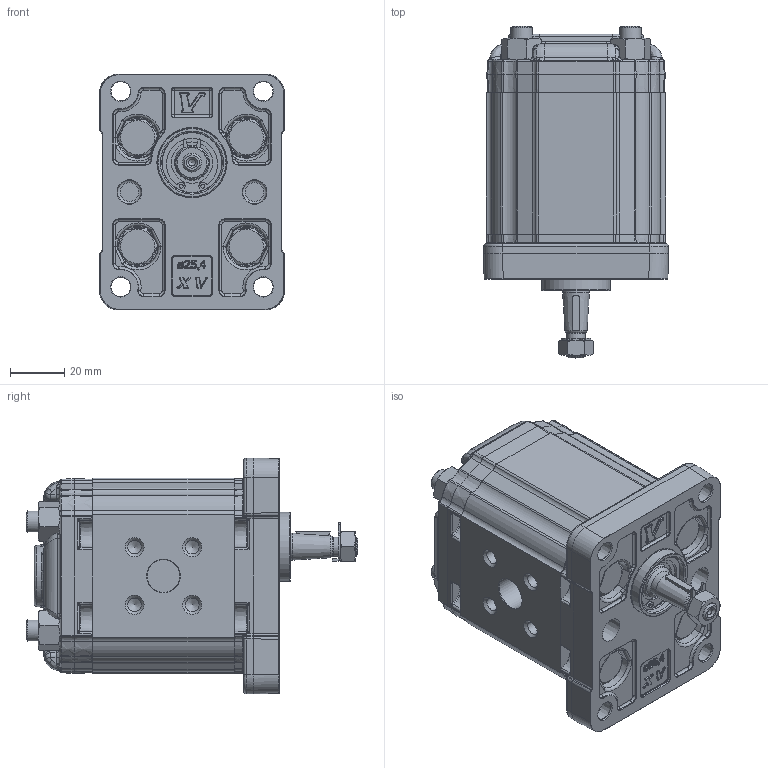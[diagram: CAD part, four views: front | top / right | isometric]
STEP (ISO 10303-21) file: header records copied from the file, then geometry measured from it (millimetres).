
FILE_DESCRIPTION(/* description */ ('Unknown'),/* implementation_level */ '2;1');
FILE_NAME(/* name */ 'X1P2501FJJA',/* time_stamp */ '2025-06-03T14:52:48+02:00',/* author */ ('Unknown'),/* organization */ ('Unknown'),/* preprocessor_version */ 'ST-DEVELOPER v16.7',/* originating_system */ 'Solid Edge',/* authorisation */ 'Unknown');
FILE_SCHEMA (('CONFIG_CONTROL_DESIGN','AUTOMOTIVE_DESIGN {1 0 10303 214 3 1 1}'));
Products named in the file (5): X1P2501FJJA; X1P01; 1F; X1JJH52; XP101-A
Assembly tree (4 placements, depth 2):
  X1P2501FJJA
    X1P01
    1F
    X1JJH52
    XP101-A
Bounding box: 68 x 121.99 x 86.7 mm (x, y, z)
Volume: 358483.6 mm3; surface area: 75179.4 mm2
Topology: 6 solids, 7 shells, 2849 faces, 6745 edges, 3993 vertices
Faces by surface type: cylinder 904, bspline 682, plane 620, torus 311, cone 279, sphere 53
Full cylindrical faces by diameter (mm): 1.447 x2, 2.5 x1, 3.65 x2, 5 x8, 7 x2, 7.15 x4, 7.25 x1, 8 x12, 8.5 x6, 9 x2, 9.92 x1, 10.5 x2, 11.965 x1, 12 x8, 12.923 x1, 15.115 x1, 15.181 x1, 19 x1, 20 x1, 22 x2, 22.2 x1, 23 x1, 25.4 x1
Entity records: 139083 total; most frequent: CARTESIAN_POINT 57926, ORIENTED_EDGE 12856, DIRECTION 12397, EDGE_CURVE 6428, AXIS2_PLACEMENT_3D 5148, VERTEX_POINT 3901, FACE_BOUND 3187, EDGE_LOOP 3177
